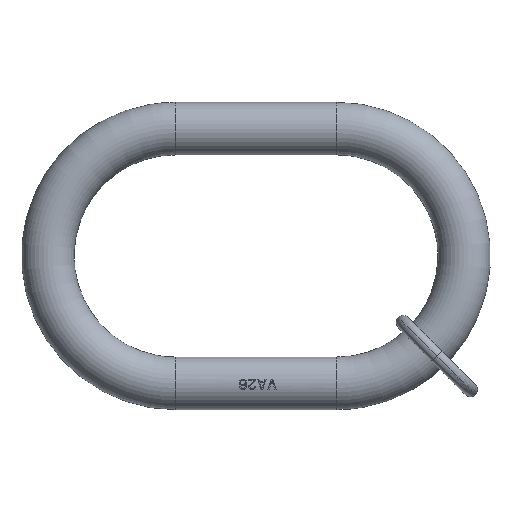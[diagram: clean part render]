
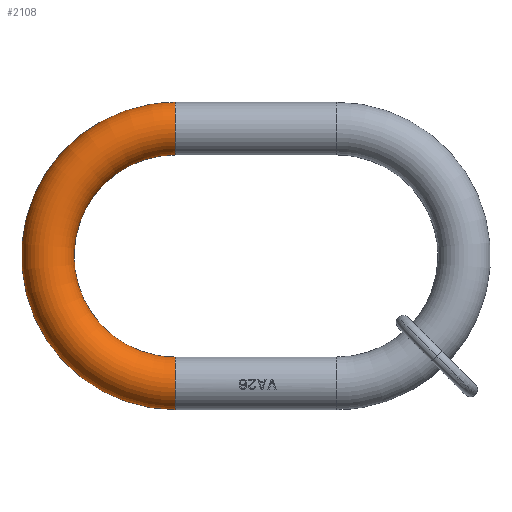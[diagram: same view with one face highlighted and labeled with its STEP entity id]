
A CAD part, top view. The second image highlights one B-rep face of the part: STEP entity #2108.
In plain terms, the highlighted toroidal (fillet/blend) face has major radius 63 mm and minor radius 13 mm.
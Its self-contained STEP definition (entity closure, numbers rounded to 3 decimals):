
#5=CARTESIAN_POINT('',(-80.,-63.,0.));
#6=DIRECTION('',(-1.,0.,0.));
#7=DIRECTION('',(0.,-1.,0.));
#8=AXIS2_PLACEMENT_3D('',#5,#6,#7);
#424=CARTESIAN_POINT('',(-80.,50.,0.));
#425=CARTESIAN_POINT('',(-82.618,50.,0.));
#426=CARTESIAN_POINT('',(-87.854,49.588,
0.));
#427=CARTESIAN_POINT('',(-95.515,47.749,
0.));
#428=CARTESIAN_POINT('',(-102.793,44.734,
0.));
#429=CARTESIAN_POINT('',(-109.51,40.618,
0.));
#430=CARTESIAN_POINT('',(-115.501,35.501,
0.));
#431=CARTESIAN_POINT('',(-120.618,29.51,
0.));
#432=CARTESIAN_POINT('',(-124.734,22.793,
0.));
#433=CARTESIAN_POINT('',(-127.749,15.515,
0.));
#434=CARTESIAN_POINT('',(-129.588,7.854,
0.));
#435=CARTESIAN_POINT('',(-130.206,0.,
0.));
#436=CARTESIAN_POINT('',(-129.588,-7.854,
0.));
#437=CARTESIAN_POINT('',(-127.749,-15.515,
0.));
#438=CARTESIAN_POINT('',(-124.734,-22.793,
0.));
#439=CARTESIAN_POINT('',(-120.618,-29.51,
0.));
#440=CARTESIAN_POINT('',(-115.501,-35.501,
0.));
#441=CARTESIAN_POINT('',(-109.51,-40.618,
0.));
#442=CARTESIAN_POINT('',(-102.793,-44.734,
0.));
#443=CARTESIAN_POINT('',(-95.515,-47.749,
0.));
#444=CARTESIAN_POINT('',(-87.854,-49.588,
0.));
#445=CARTESIAN_POINT('',(-82.618,-50.,0.));
#446=CARTESIAN_POINT('',(-80.,-50.,0.));
#448=CARTESIAN_POINT('',(-80.,-76.,0.));
#449=CARTESIAN_POINT('',(-83.618,-76.,0.));
#450=CARTESIAN_POINT('',(-90.853,-75.483,
0.));
#451=CARTESIAN_POINT('',(-101.485,-73.17,
0.));
#452=CARTESIAN_POINT('',(-111.679,-69.367,
0.));
#453=CARTESIAN_POINT('',(-121.229,-64.153,
0.));
#454=CARTESIAN_POINT('',(-129.939,-57.633,0.));
#455=CARTESIAN_POINT('',(-137.633,-49.939,0.));
#456=CARTESIAN_POINT('',(-144.153,-41.229,0.));
#457=CARTESIAN_POINT('',(-149.367,-31.679,0.));
#458=CARTESIAN_POINT('',(-153.17,-21.485,0.));
#459=CARTESIAN_POINT('',(-155.483,-10.853,0.));
#460=CARTESIAN_POINT('',(-156.259,0.,0.));
#461=CARTESIAN_POINT('',(-155.483,10.853,0.));
#462=CARTESIAN_POINT('',(-153.17,21.485,0.));
#463=CARTESIAN_POINT('',(-149.367,31.679,0.));
#464=CARTESIAN_POINT('',(-144.153,41.229,0.));
#465=CARTESIAN_POINT('',(-137.633,49.939,0.));
#466=CARTESIAN_POINT('',(-129.939,57.633,0.));
#467=CARTESIAN_POINT('',(-121.229,64.153,
0.));
#468=CARTESIAN_POINT('',(-111.679,69.367,
0.));
#469=CARTESIAN_POINT('',(-101.485,73.17,
0.));
#470=CARTESIAN_POINT('',(-90.853,75.483,
0.));
#471=CARTESIAN_POINT('',(-83.618,76.,0.));
#472=CARTESIAN_POINT('',(-80.,76.,0.));
#483=CARTESIAN_POINT('',(-80.,63.,0.));
#484=DIRECTION('',(-1.,0.,0.));
#485=DIRECTION('',(0.,-1.,0.));
#486=AXIS2_PLACEMENT_3D('',#483,#484,#485);
#1536=CARTESIAN_POINT('',(-80.,50.,0.));
#1538=VERTEX_POINT('',#1536);
#1539=CARTESIAN_POINT('',(-80.,76.,0.));
#1541=VERTEX_POINT('',#1539);
#1647=VERTEX_POINT('',#446);
#1648=VERTEX_POINT('',#448);
#2094=CARTESIAN_POINT('',(-80.,0.,0.));
#2095=DIRECTION('',(0.,0.,1.));
#2096=DIRECTION('',(0.,-1.,0.));
#2097=AXIS2_PLACEMENT_3D('',#2094,#2095,#2096);
#2098=TOROIDAL_SURFACE('',#2097,63.,13.);
#2100=ORIENTED_EDGE('',*,*,#2099,.F.);
#2102=ORIENTED_EDGE('',*,*,#2101,.T.);
#2103=ORIENTED_EDGE('',*,*,#1910,.F.);
#2105=ORIENTED_EDGE('',*,*,#2104,.T.);
#2106=EDGE_LOOP('',(#2100,#2102,#2103,#2105));
#2107=FACE_OUTER_BOUND('',#2106,.F.);
#2108=ADVANCED_FACE('',(#2107),#2098,.T.);
#9=CIRCLE('',#8,13.);
#447=B_SPLINE_CURVE_WITH_KNOTS('',3,(#424,#425,#426,#427,#428,#429,#430,#431,
#432,#433,#434,#435,#436,#437,#438,#439,#440,#441,#442,#443,#444,#445,#446),
.UNSPECIFIED.,.F.,.F.,(4,1,1,1,1,1,1,1,1,1,1,1,1,1,1,1,1,1,1,1,4),(0.,0.05,
0.1,0.15,0.2,0.25,0.3,0.35,0.4,0.45,0.5,0.55,0.6,0.65,
0.7,0.75,0.8,0.85,0.9,0.95,1.),.UNSPECIFIED.);
#473=B_SPLINE_CURVE_WITH_KNOTS('',3,(#448,#449,#450,#451,#452,#453,#454,#455,
#456,#457,#458,#459,#460,#461,#462,#463,#464,#465,#466,#467,#468,#469,#470,#471,
#472),.UNSPECIFIED.,.F.,.F.,(4,1,1,1,1,1,1,1,1,1,1,1,1,1,1,1,1,1,1,1,1,1,4),(
0.,0.045,0.091,0.136,0.182,
0.227,0.273,0.318,0.364,
0.409,0.455,0.5,0.545,0.591,
0.636,0.682,0.727,0.773,
0.818,0.864,0.909,0.955,1.),
.UNSPECIFIED.);
#487=CIRCLE('',#486,13.);
#1910=EDGE_CURVE('',#1648,#1647,#9,.T.);
#2099=EDGE_CURVE('',#1538,#1541,#487,.T.);
#2101=EDGE_CURVE('',#1538,#1647,#447,.T.);
#2104=EDGE_CURVE('',#1648,#1541,#473,.T.);
